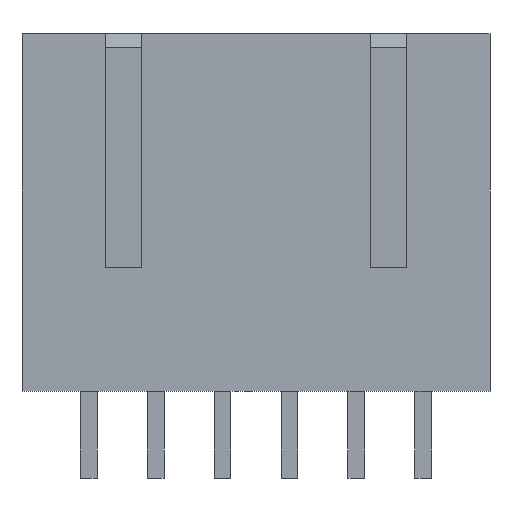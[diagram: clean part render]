
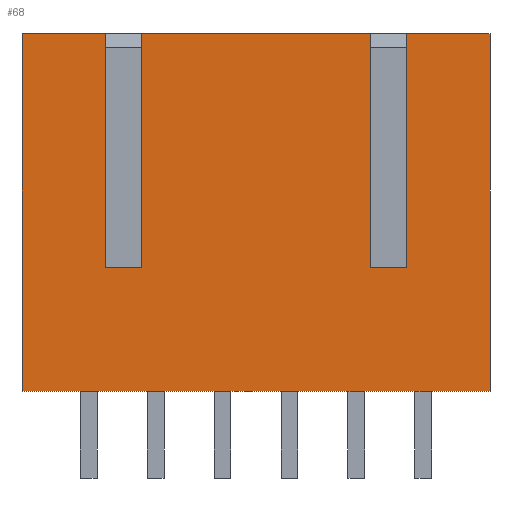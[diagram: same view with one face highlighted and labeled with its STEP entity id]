
A CAD part, front view. The second image highlights one B-rep face of the part: STEP entity #68.
In plain terms, the highlighted planar face has unit normal (0, -1, 0).
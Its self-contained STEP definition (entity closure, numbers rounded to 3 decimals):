
#68=ADVANCED_FACE('',(#219),#220,.T.);
#219=FACE_OUTER_BOUND('',#475,.T.);
#220=PLANE('',#476);
#475=EDGE_LOOP('',(#897,#898,#899,#900,#901,#902,#903,#904,#905,#906,#907,#908));
#476=AXIS2_PLACEMENT_3D('',#909,#910,#911);
#897=ORIENTED_EDGE('',*,*,#1705,.F.);
#898=ORIENTED_EDGE('',*,*,#1793,.T.);
#899=ORIENTED_EDGE('',*,*,#1754,.F.);
#900=ORIENTED_EDGE('',*,*,#1792,.F.);
#901=ORIENTED_EDGE('',*,*,#1708,.F.);
#902=ORIENTED_EDGE('',*,*,#1680,.T.);
#903=ORIENTED_EDGE('',*,*,#1794,.T.);
#904=ORIENTED_EDGE('',*,*,#1795,.F.);
#905=ORIENTED_EDGE('',*,*,#1700,.F.);
#906=ORIENTED_EDGE('',*,*,#1796,.T.);
#907=ORIENTED_EDGE('',*,*,#1788,.F.);
#908=ORIENTED_EDGE('',*,*,#1748,.F.);
#909=CARTESIAN_POINT('',(-8.89,-2.54,0.0));
#910=DIRECTION('',(0.0,-1.0,0.0));
#911=DIRECTION('',(0.0,0.0,-1.0));
#1680=EDGE_CURVE('',#2000,#1998,#2001,.T.);
#1700=EDGE_CURVE('',#2035,#2038,#2039,.T.);
#1705=EDGE_CURVE('',#2044,#2047,#2048,.T.);
#1708=EDGE_CURVE('',#2000,#2052,#2053,.T.);
#1748=EDGE_CURVE('',#2047,#2121,#2122,.T.);
#1754=EDGE_CURVE('',#2130,#2132,#2133,.T.);
#1788=EDGE_CURVE('',#2121,#2198,#2199,.T.);
#1792=EDGE_CURVE('',#2052,#2130,#2203,.T.);
#1793=EDGE_CURVE('',#2044,#2132,#2204,.T.);
#1794=EDGE_CURVE('',#1998,#2205,#2206,.T.);
#1795=EDGE_CURVE('',#2038,#2205,#2207,.T.);
#1796=EDGE_CURVE('',#2035,#2198,#2208,.T.);
#1998=VERTEX_POINT('',#2520);
#2000=VERTEX_POINT('',#2523);
#2001=LINE('',#2524,#2525);
#2035=VERTEX_POINT('',#2577);
#2038=VERTEX_POINT('',#2581);
#2039=LINE('',#2582,#2583);
#2044=VERTEX_POINT('',#2591);
#2047=VERTEX_POINT('',#2595);
#2048=LINE('',#2596,#2597);
#2052=VERTEX_POINT('',#2603);
#2053=LINE('',#2604,#2605);
#2121=VERTEX_POINT('',#2712);
#2122=LINE('',#2713,#2714);
#2130=VERTEX_POINT('',#2726);
#2132=VERTEX_POINT('',#2729);
#2133=LINE('',#2730,#2731);
#2198=VERTEX_POINT('',#2829);
#2199=LINE('',#2830,#2831);
#2203=LINE('',#2838,#2839);
#2204=LINE('',#2840,#2841);
#2205=VERTEX_POINT('',#2842);
#2206=LINE('',#2843,#2844);
#2207=LINE('',#2845,#2846);
#2208=LINE('',#2847,#2848);
#2520=CARTESIAN_POINT('',(-8.89,-2.54,-13.589));
#2523=CARTESIAN_POINT('',(-8.89,-2.54,0.0));
#2524=CARTESIAN_POINT('',(-8.89,-2.54,0.0));
#2525=VECTOR('',#3344,13.589);
#2577=CARTESIAN_POINT('',(5.715,-2.54,0.0));
#2581=CARTESIAN_POINT('',(8.89,-2.54,0.0));
#2582=CARTESIAN_POINT('',(5.715,-2.54,0.0));
#2583=VECTOR('',#3364,3.175);
#2591=CARTESIAN_POINT('',(-4.343,-2.54,0.0));
#2595=CARTESIAN_POINT('',(4.343,-2.54,0.0));
#2596=CARTESIAN_POINT('',(-4.343,-2.54,0.0));
#2597=VECTOR('',#3369,8.687);
#2603=CARTESIAN_POINT('',(-5.715,-2.54,0.0));
#2604=CARTESIAN_POINT('',(-8.89,-2.54,0.0));
#2605=VECTOR('',#3372,3.175);
#2712=CARTESIAN_POINT('',(4.343,-2.54,-8.89));
#2713=CARTESIAN_POINT('',(4.343,-2.54,0.0));
#2714=VECTOR('',#3412,8.89);
#2726=CARTESIAN_POINT('',(-5.715,-2.54,-8.89));
#2729=CARTESIAN_POINT('',(-4.343,-2.54,-8.89));
#2730=CARTESIAN_POINT('',(-5.715,-2.54,-8.89));
#2731=VECTOR('',#3418,1.372);
#2829=CARTESIAN_POINT('',(5.715,-2.54,-8.89));
#2830=CARTESIAN_POINT('',(4.343,-2.54,-8.89));
#2831=VECTOR('',#3452,1.372);
#2838=CARTESIAN_POINT('',(-5.715,-2.54,0.0));
#2839=VECTOR('',#3456,8.89);
#2840=CARTESIAN_POINT('',(-4.343,-2.54,0.0));
#2841=VECTOR('',#3457,8.89);
#2842=CARTESIAN_POINT('',(8.89,-2.54,-13.589));
#2843=CARTESIAN_POINT('',(-8.89,-2.54,-13.589));
#2844=VECTOR('',#3458,17.78);
#2845=CARTESIAN_POINT('',(8.89,-2.54,0.0));
#2846=VECTOR('',#3459,13.589);
#2847=CARTESIAN_POINT('',(5.715,-2.54,0.0));
#2848=VECTOR('',#3460,8.89);
#3344=DIRECTION('',(0.0,0.0,-1.0));
#3364=DIRECTION('',(1.0,0.0,0.0));
#3369=DIRECTION('',(1.0,0.0,0.0));
#3372=DIRECTION('',(1.0,0.0,0.0));
#3412=DIRECTION('',(0.0,0.0,-1.0));
#3418=DIRECTION('',(1.0,0.0,0.0));
#3452=DIRECTION('',(1.0,0.0,0.0));
#3456=DIRECTION('',(0.0,0.0,-1.0));
#3457=DIRECTION('',(0.0,0.0,-1.0));
#3458=DIRECTION('',(1.0,0.0,0.0));
#3459=DIRECTION('',(0.0,0.0,-1.0));
#3460=DIRECTION('',(0.0,0.0,-1.0));
